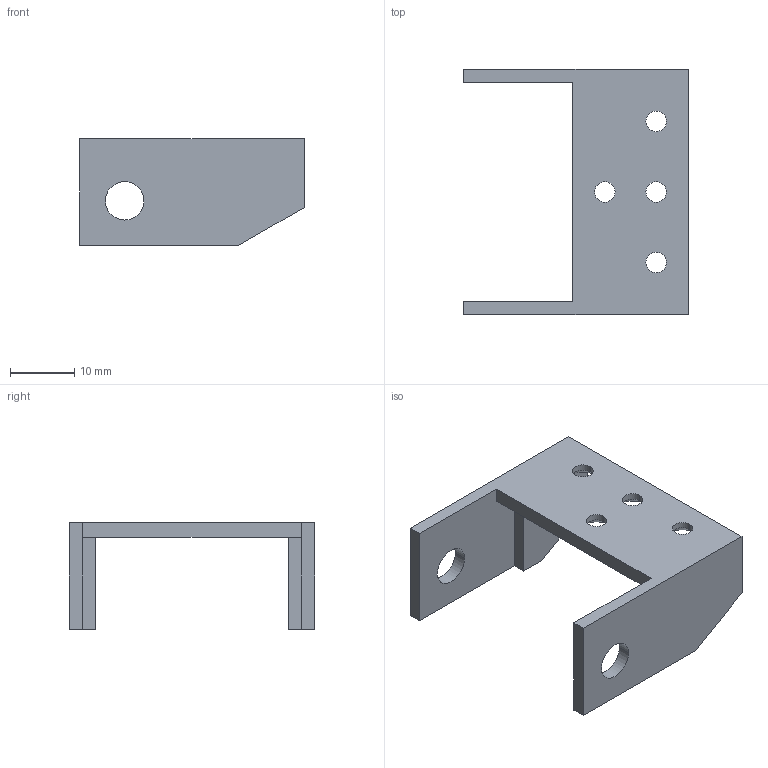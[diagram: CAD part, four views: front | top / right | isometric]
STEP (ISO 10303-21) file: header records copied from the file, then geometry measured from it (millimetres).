
FILE_DESCRIPTION (( 'STEP AP214' ), '1' );
FILE_NAME ('am-4696 Energy Chain Mounting Bracket B.STEP', '2025-01-21T12:32:51', ( '' ), ( '' ), 'SwSTEP 2.0', 'SolidWorks 2024', '' );
FILE_SCHEMA (( 'AUTOMOTIVE_DESIGN' ));
Length unit declared in the file: inch
Products named in the file (1): am-4696 Energy Chain Mounting Bracket B
Bounding box: 35 x 38.2 x 16.65 mm (x, y, z)
Volume: 4143.5 mm3; surface area: 3987.9 mm2
Topology: 1 solids, 1 shells, 38 faces, 100 edges, 64 vertices
Faces by surface type: plane 18, cylinder 12, cone 8
Entity records: 1223 total; most frequent: DIRECTION 210, CARTESIAN_POINT 203, ORIENTED_EDGE 200, EDGE_CURVE 100, AXIS2_PLACEMENT_3D 71, LINE 68, VECTOR 68, VERTEX_POINT 64
